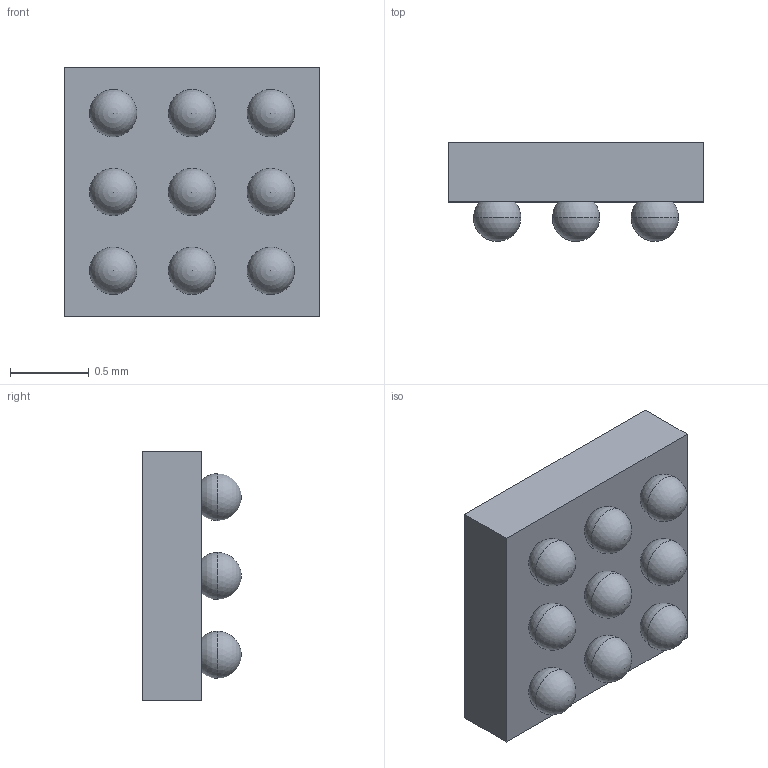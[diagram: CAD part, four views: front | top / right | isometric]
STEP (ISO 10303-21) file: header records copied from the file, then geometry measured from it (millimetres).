
FILE_DESCRIPTION (( 'STEP AP214' ), '1' );
FILE_NAME ('BQ27427YZFR.STEP', '2023-12-27T03:37:17', ( '' ), ( '' ), 'SwSTEP 2.0', 'SolidWorks 2021', '' );
FILE_SCHEMA (( 'AUTOMOTIVE_DESIGN' ));
Length unit declared in the file: millimetre
Products named in the file (1): BQ27427YZFR
Bounding box: 1.62 x 0.62 x 1.58 mm (x, y, z)
Volume: 1.1 mm3; surface area: 10.5 mm2
Topology: 12 solids, 12 shells, 43 faces, 104 edges, 76 vertices
Faces by surface type: sphere 20, plane 19, cylinder 4
Entity records: 1159 total; most frequent: DIRECTION 200, CARTESIAN_POINT 164, ORIENTED_EDGE 128, AXIS2_PLACEMENT_3D 92, EDGE_CURVE 64, VERTEX_POINT 56, EDGE_LOOP 54, CIRCLE 48
